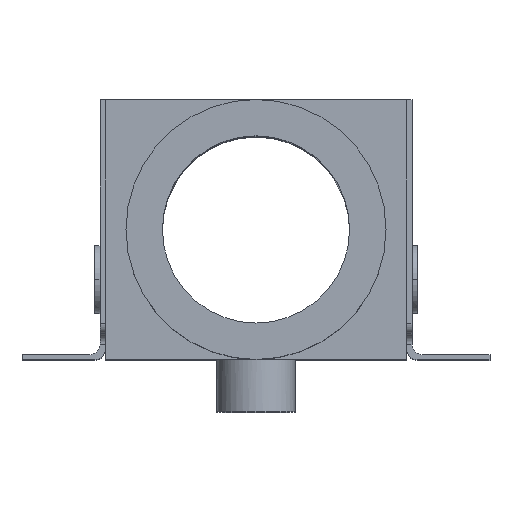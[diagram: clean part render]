
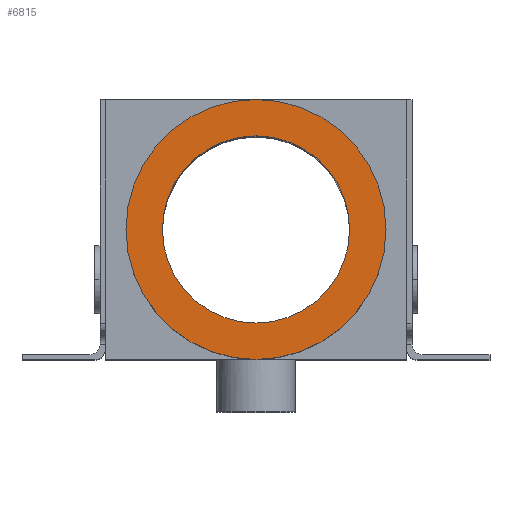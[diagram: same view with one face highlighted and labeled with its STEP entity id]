
A CAD part, top view. The second image highlights one B-rep face of the part: STEP entity #6815.
In plain terms, the highlighted planar face has unit normal (0, 0, 1).
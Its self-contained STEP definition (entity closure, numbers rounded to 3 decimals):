
#147 = FACE_OUTER_BOUND ( 'NONE', #4952, .T. ) ;
#236 = VERTEX_POINT ( 'NONE', #5418 ) ;
#272 = ORIENTED_EDGE ( 'NONE', *, *, #7972, .F. ) ;
#599 = EDGE_CURVE ( 'NONE', #5375, #236, #2557, .T. ) ;
#1291 = ORIENTED_EDGE ( 'NONE', *, *, #5868, .F. ) ;
#1457 = AXIS2_PLACEMENT_3D ( 'NONE', #3505, #9301, #5014 ) ;
#1617 = PLANE ( 'NONE',  #4071 ) ;
#2557 = CIRCLE ( 'NONE', #1457, 2.5 ) ;
#2646 = EDGE_CURVE ( 'NONE', #236, #5375, #6809, .T. ) ;
#2769 = CARTESIAN_POINT ( 'NONE',  ( -1.8, 0., 2.5 ) ) ;
#3231 = CIRCLE ( 'NONE', #4793, 1.8 ) ;
#3505 = CARTESIAN_POINT ( 'NONE',  ( 0., 0., 2.5 ) ) ;
#3542 = CIRCLE ( 'NONE', #7815, 1.8 ) ;
#3748 = AXIS2_PLACEMENT_3D ( 'NONE', #9106, #4658, #8362 ) ;
#4071 = AXIS2_PLACEMENT_3D ( 'NONE', #8085, #8222, #8886 ) ;
#4658 = DIRECTION ( 'NONE',  ( 0., 0., 1. ) ) ;
#4793 = AXIS2_PLACEMENT_3D ( 'NONE', #8981, #8918, #7559 ) ;
#4863 = ORIENTED_EDGE ( 'NONE', *, *, #2646, .T. ) ;
#4952 = EDGE_LOOP ( 'NONE', ( #5860, #4863 ) ) ;
#5014 = DIRECTION ( 'NONE',  ( 1., 0., 0. ) ) ;
#5375 = VERTEX_POINT ( 'NONE', #6022 ) ;
#5418 = CARTESIAN_POINT ( 'NONE',  ( 2.5, 0., 2.5 ) ) ;
#5627 = DIRECTION ( 'NONE',  ( 1., 0., 0. ) ) ;
#5860 = ORIENTED_EDGE ( 'NONE', *, *, #599, .T. ) ;
#5868 = EDGE_CURVE ( 'NONE', #8664, #9293, #3231, .T. ) ;
#6022 = CARTESIAN_POINT ( 'NONE',  ( -2.5, 0., 2.5 ) ) ;
#6809 = CIRCLE ( 'NONE', #3748, 2.5 ) ;
#6815 = ADVANCED_FACE ( 'NONE', ( #147, #7041 ), #1617, .T. ) ;
#7041 = FACE_BOUND ( 'NONE', #7687, .T. ) ;
#7559 = DIRECTION ( 'NONE',  ( 1., 0., 0. ) ) ;
#7687 = EDGE_LOOP ( 'NONE', ( #272, #1291 ) ) ;
#7815 = AXIS2_PLACEMENT_3D ( 'NONE', #8388, #9229, #5627 ) ;
#7972 = EDGE_CURVE ( 'NONE', #9293, #8664, #3542, .T. ) ;
#8085 = CARTESIAN_POINT ( 'NONE',  ( 0., 0., 2.5 ) ) ;
#8222 = DIRECTION ( 'NONE',  ( 0., 0., 1. ) ) ;
#8362 = DIRECTION ( 'NONE',  ( 1., 0., 0. ) ) ;
#8388 = CARTESIAN_POINT ( 'NONE',  ( 0., 0., 2.5 ) ) ;
#8495 = CARTESIAN_POINT ( 'NONE',  ( 1.8, 0., 2.5 ) ) ;
#8664 = VERTEX_POINT ( 'NONE', #2769 ) ;
#8886 = DIRECTION ( 'NONE',  ( 1., 0., 0. ) ) ;
#8918 = DIRECTION ( 'NONE',  ( 0., 0., 1. ) ) ;
#8981 = CARTESIAN_POINT ( 'NONE',  ( 0., 0., 2.5 ) ) ;
#9106 = CARTESIAN_POINT ( 'NONE',  ( 0., 0., 2.5 ) ) ;
#9229 = DIRECTION ( 'NONE',  ( 0., 0., 1. ) ) ;
#9293 = VERTEX_POINT ( 'NONE', #8495 ) ;
#9301 = DIRECTION ( 'NONE',  ( 0., 0., 1. ) ) ;
